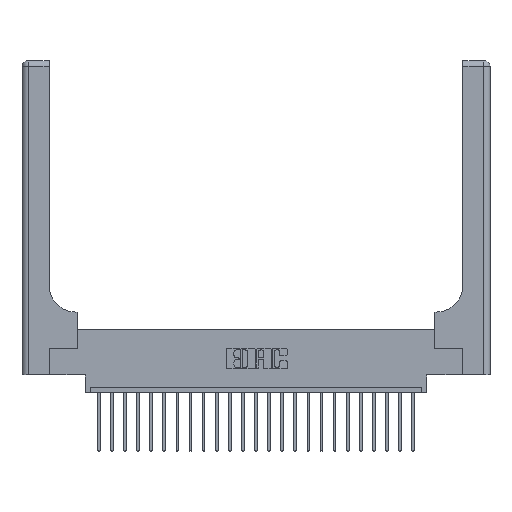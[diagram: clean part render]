
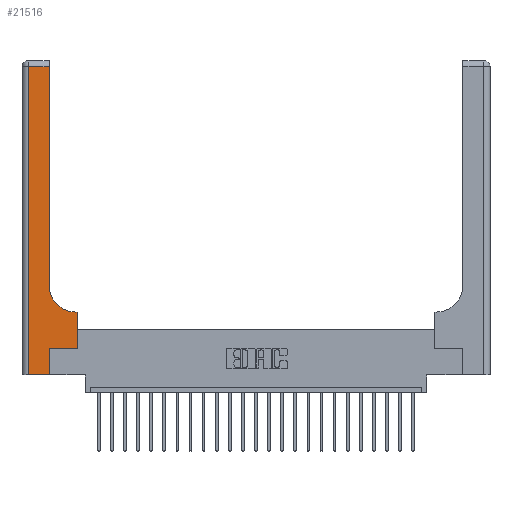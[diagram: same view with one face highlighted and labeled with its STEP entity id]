
A CAD part, top view. The second image highlights one B-rep face of the part: STEP entity #21516.
In plain terms, the highlighted planar face has unit normal (0, 0, 1).
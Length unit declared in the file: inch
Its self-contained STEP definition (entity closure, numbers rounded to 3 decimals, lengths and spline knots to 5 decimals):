
#48 = DIRECTION ( 'NONE',  ( -1., 0., 0. ) ) ;
#380 = ORIENTED_EDGE ( 'NONE', *, *, #8608, .T. ) ;
#855 = VECTOR ( 'NONE', #7196, 39.37008 ) ;
#1113 = FACE_OUTER_BOUND ( 'NONE', #4350, .T. ) ;
#1368 = DIRECTION ( 'NONE',  ( 0., -1., 0. ) ) ;
#1492 = EDGE_CURVE ( 'NONE', #12032, #5484, #10344, .T. ) ;
#1684 = LINE ( 'NONE', #17780, #855 ) ;
#1807 = ORIENTED_EDGE ( 'NONE', *, *, #20774, .T. ) ;
#1837 = DIRECTION ( 'NONE',  ( -1., 0., 0. ) ) ;
#1846 = LINE ( 'NONE', #19226, #12703 ) ;
#1934 = CIRCLE ( 'NONE', #22165, 0.25 ) ;
#2124 = CARTESIAN_POINT ( 'NONE',  ( 0.51, 0.85, 0.37 ) ) ;
#2367 = CARTESIAN_POINT ( 'NONE',  ( 0.06, 2.94, 0.37 ) ) ;
#2478 = CARTESIAN_POINT ( 'NONE',  ( 0.26, 0.85, 0.37 ) ) ;
#3188 = CARTESIAN_POINT ( 'NONE',  ( 0.06, 0., 0.37 ) ) ;
#3754 = ORIENTED_EDGE ( 'NONE', *, *, #10440, .T. ) ;
#3883 = EDGE_CURVE ( 'NONE', #17764, #8916, #1934, .T. ) ;
#4350 = EDGE_LOOP ( 'NONE', ( #7832, #1807, #16680, #6705, #3754, #20567, #14314, #380, #14095 ) ) ;
#4895 = DIRECTION ( 'NONE',  ( 1., 0., 0. ) ) ;
#4948 = AXIS2_PLACEMENT_3D ( 'NONE', #19893, #8882, #48 ) ;
#5484 = VERTEX_POINT ( 'NONE', #22968 ) ;
#6102 = EDGE_CURVE ( 'NONE', #8663, #18237, #17255, .T. ) ;
#6705 = ORIENTED_EDGE ( 'NONE', *, *, #1492, .T. ) ;
#7014 = CARTESIAN_POINT ( 'NONE',  ( 0.26, 0.6, 0.37 ) ) ;
#7099 = DIRECTION ( 'NONE',  ( 0., 1., 0. ) ) ;
#7171 = CARTESIAN_POINT ( 'NONE',  ( 0.528, 0.25, 0.37 ) ) ;
#7196 = DIRECTION ( 'NONE',  ( -1., 0., 0. ) ) ;
#7832 = ORIENTED_EDGE ( 'NONE', *, *, #14245, .T. ) ;
#8608 = EDGE_CURVE ( 'NONE', #18237, #17764, #16828, .T. ) ;
#8663 = VERTEX_POINT ( 'NONE', #7171 ) ;
#8882 = DIRECTION ( 'NONE',  ( 0., 0., -1. ) ) ;
#8916 = VERTEX_POINT ( 'NONE', #2478 ) ;
#9504 = CARTESIAN_POINT ( 'NONE',  ( 0.265, 0.25, 0.37 ) ) ;
#9968 = CARTESIAN_POINT ( 'NONE',  ( 0.06, 3., 0.37 ) ) ;
#10344 = LINE ( 'NONE', #20848, #22710 ) ;
#10375 = VECTOR ( 'NONE', #1837, 39.37008 ) ;
#10440 = EDGE_CURVE ( 'NONE', #5484, #19021, #12493, .T. ) ;
#10637 = CARTESIAN_POINT ( 'NONE',  ( 0.528, 0.6, 0.37 ) ) ;
#12032 = VERTEX_POINT ( 'NONE', #3188 ) ;
#12046 = VECTOR ( 'NONE', #1368, 39.37008 ) ;
#12169 = VECTOR ( 'NONE', #13493, 39.37008 ) ;
#12200 = VECTOR ( 'NONE', #7099, 39.37008 ) ;
#12493 = LINE ( 'NONE', #13392, #21943 ) ;
#12703 = VECTOR ( 'NONE', #13621, 39.37008 ) ;
#12712 = CARTESIAN_POINT ( 'NONE',  ( 0.51, 0.6, 0.37 ) ) ;
#13011 = LINE ( 'NONE', #20610, #12169 ) ;
#13392 = CARTESIAN_POINT ( 'NONE',  ( 0.265, 0., 0.37 ) ) ;
#13493 = DIRECTION ( 'NONE',  ( 1., 0., 0. ) ) ;
#13621 = DIRECTION ( 'NONE',  ( 0., 1., 0. ) ) ;
#13748 = EDGE_CURVE ( 'NONE', #19021, #8663, #13011, .T. ) ;
#14095 = ORIENTED_EDGE ( 'NONE', *, *, #3883, .T. ) ;
#14245 = EDGE_CURVE ( 'NONE', #8916, #20387, #1846, .T. ) ;
#14314 = ORIENTED_EDGE ( 'NONE', *, *, #6102, .T. ) ;
#16680 = ORIENTED_EDGE ( 'NONE', *, *, #19225, .T. ) ;
#16828 = LINE ( 'NONE', #7014, #10375 ) ;
#17084 = LINE ( 'NONE', #9968, #12046 ) ;
#17255 = LINE ( 'NONE', #17444, #12200 ) ;
#17444 = CARTESIAN_POINT ( 'NONE',  ( 0.528, 0.25, 0.37 ) ) ;
#17764 = VERTEX_POINT ( 'NONE', #12712 ) ;
#17780 = CARTESIAN_POINT ( 'NONE',  ( 0., 2.94, 0.37 ) ) ;
#18237 = VERTEX_POINT ( 'NONE', #10637 ) ;
#18361 = DIRECTION ( 'NONE',  ( 1., 0., 0. ) ) ;
#18668 = DIRECTION ( 'NONE',  ( 0., 1., 0. ) ) ;
#18993 = VERTEX_POINT ( 'NONE', #2367 ) ;
#19021 = VERTEX_POINT ( 'NONE', #9504 ) ;
#19225 = EDGE_CURVE ( 'NONE', #18993, #12032, #17084, .T. ) ;
#19226 = CARTESIAN_POINT ( 'NONE',  ( 0.26, 3., 0.37 ) ) ;
#19893 = CARTESIAN_POINT ( 'NONE',  ( 0., 3., 0.37 ) ) ;
#20387 = VERTEX_POINT ( 'NONE', #22628 ) ;
#20567 = ORIENTED_EDGE ( 'NONE', *, *, #13748, .T. ) ;
#20610 = CARTESIAN_POINT ( 'NONE',  ( 0.265, 0.25, 0.37 ) ) ;
#20774 = EDGE_CURVE ( 'NONE', #20387, #18993, #1684, .T. ) ;
#20848 = CARTESIAN_POINT ( 'NONE',  ( 0., 0., 0.37 ) ) ;
#21516 = ADVANCED_FACE ( 'NONE', ( #1113 ), #21769, .F. ) ;
#21769 = PLANE ( 'NONE',  #4948 ) ;
#21922 = DIRECTION ( 'NONE',  ( 0., 0., -1. ) ) ;
#21943 = VECTOR ( 'NONE', #18668, 39.37008 ) ;
#22165 = AXIS2_PLACEMENT_3D ( 'NONE', #2124, #21922, #18361 ) ;
#22628 = CARTESIAN_POINT ( 'NONE',  ( 0.26, 2.94, 0.37 ) ) ;
#22710 = VECTOR ( 'NONE', #4895, 39.37008 ) ;
#22968 = CARTESIAN_POINT ( 'NONE',  ( 0.265, 0., 0.37 ) ) ;
